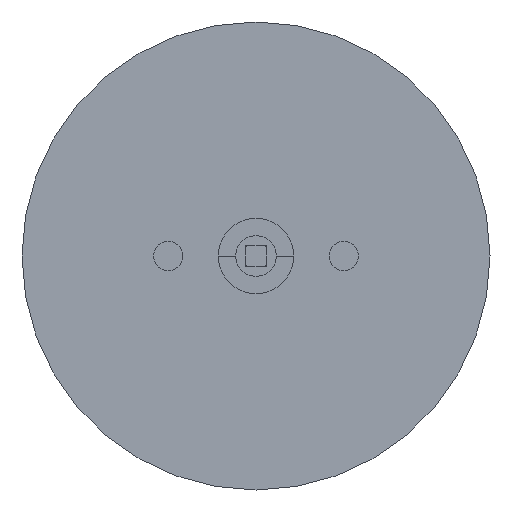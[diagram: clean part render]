
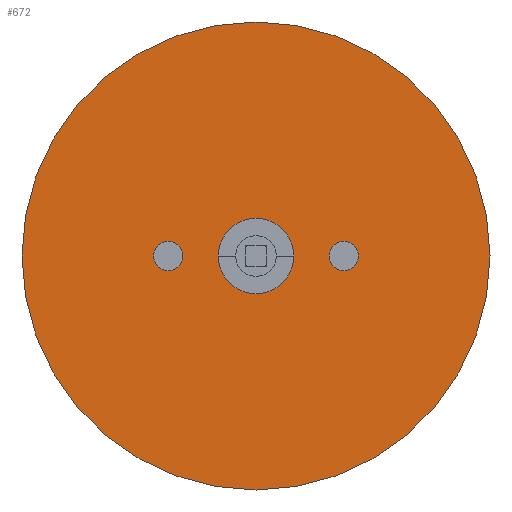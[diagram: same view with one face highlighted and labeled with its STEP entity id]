
A CAD part, front view. The second image highlights one B-rep face of the part: STEP entity #672.
In plain terms, the highlighted planar face has unit normal (0, -1, 0).
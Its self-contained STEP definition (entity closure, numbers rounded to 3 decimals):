
#552 = CARTESIAN_POINT ( 'NONE',  ( 1.968, 0., -3.556 ) ) ;
#672 = ADVANCED_FACE ( 'N', ( #20735, #20532, #3802, #4016 ), #40005, .F. ) ;
#859 = EDGE_LOOP ( 'NONE', ( #6209, #23522, #33926, #30146, #8176, #26614, #20949, #26606 ) ) ;
#1017 = CARTESIAN_POINT ( 'NONE',  ( 0., 0., 0. ) ) ;
#1103 = EDGE_CURVE ( 'NONE', #8167, #8365, #2590, .T. ) ;
#1248 = CARTESIAN_POINT ( 'NONE',  ( 28.575, 0., -4.763 ) ) ;
#1443 = VERTEX_POINT ( 'NONE', #552 ) ;
#1564 = VERTEX_POINT ( 'NONE', #7818 ) ;
#1812 = CIRCLE ( 'NONE', #27848, 4.763 ) ;
#2095 = ORIENTED_EDGE ( 'NONE', *, *, #21350, .T. ) ;
#2193 = CIRCLE ( 'NONE', #17911, 76.2 ) ;
#2216 = VERTEX_POINT ( 'NONE', #37917 ) ;
#2590 = CIRCLE ( 'NONE', #20405, 1.587 ) ;
#2692 = DIRECTION ( 'NONE',  ( 0., 0., -1. ) ) ;
#3315 = DIRECTION ( 'NONE',  ( 0., 0., -1. ) ) ;
#3377 = CARTESIAN_POINT ( 'NONE',  ( 0., 0., 3.556 ) ) ;
#3552 = DIRECTION ( 'NONE',  ( 0., 1., 0. ) ) ;
#3802 = FACE_BOUND ( 'NONE', #19703, .T. ) ;
#3819 = DIRECTION ( 'NONE',  ( 0., 1., 0. ) ) ;
#4016 = FACE_BOUND ( 'NONE', #15467, .T. ) ;
#5141 = DIRECTION ( 'NONE',  ( 0., 1., 0. ) ) ;
#6092 = EDGE_CURVE ( 'NONE', #8167, #1443, #15304, .T. ) ;
#6209 = ORIENTED_EDGE ( 'NONE', *, *, #30296, .F. ) ;
#7818 = CARTESIAN_POINT ( 'NONE',  ( 3.556, 0., 1.968 ) ) ;
#8167 = VERTEX_POINT ( 'NONE', #22269 ) ;
#8176 = ORIENTED_EDGE ( 'NONE', *, *, #23792, .T. ) ;
#8365 = VERTEX_POINT ( 'NONE', #25270 ) ;
#8430 = VECTOR ( 'NONE', #29492, 1000. ) ;
#8436 = CARTESIAN_POINT ( 'NONE',  ( -3.556, 0., 1.968 ) ) ;
#8555 = EDGE_CURVE ( 'NONE', #31151, #34691, #32742, .T. ) ;
#11071 = DIRECTION ( 'NONE',  ( 0., 1., 0. ) ) ;
#11774 = AXIS2_PLACEMENT_3D ( 'NONE', #13176, #16401, #29698 ) ;
#11795 = CARTESIAN_POINT ( 'NONE',  ( -28.575, 0., -4.762 ) ) ;
#12006 = DIRECTION ( 'NONE',  ( 0., 0., -1. ) ) ;
#12475 = CARTESIAN_POINT ( 'NONE',  ( -28.575, 0., 0. ) ) ;
#12484 = EDGE_CURVE ( 'NONE', #34691, #1564, #18409, .T. ) ;
#12626 = EDGE_CURVE ( 'NONE', #22311, #12848, #1812, .T. ) ;
#12838 = CARTESIAN_POINT ( 'NONE',  ( -1.968, 0., 3.556 ) ) ;
#12848 = VERTEX_POINT ( 'NONE', #11795 ) ;
#12982 = DIRECTION ( 'NONE',  ( 0., 1., 0. ) ) ;
#13004 = DIRECTION ( 'NONE',  ( 0., 0., -1. ) ) ;
#13176 = CARTESIAN_POINT ( 'NONE',  ( 28.575, 0., 0. ) ) ;
#13213 = VECTOR ( 'NONE', #29554, 1000. ) ;
#14031 = DIRECTION ( 'NONE',  ( 0., 0., -1. ) ) ;
#14459 = AXIS2_PLACEMENT_3D ( 'NONE', #38129, #5141, #12006 ) ;
#14465 = DIRECTION ( 'NONE',  ( 1., 0., 0. ) ) ;
#15152 = CIRCLE ( 'NONE', #14459, 4.763 ) ;
#15304 = LINE ( 'NONE', #37576, #22542 ) ;
#15467 = EDGE_LOOP ( 'NONE', ( #2095, #38566 ) ) ;
#15543 = CARTESIAN_POINT ( 'NONE',  ( -28.575, 0., 0. ) ) ;
#15829 = CARTESIAN_POINT ( 'NONE',  ( 0., 0., 0. ) ) ;
#16260 = DIRECTION ( 'NONE',  ( 0., 0., -1. ) ) ;
#16278 = ORIENTED_EDGE ( 'NONE', *, *, #12626, .T. ) ;
#16401 = DIRECTION ( 'NONE',  ( 0., 1., 0. ) ) ;
#16482 = CARTESIAN_POINT ( 'NONE',  ( 1.968, 0., 1.969 ) ) ;
#17489 = AXIS2_PLACEMENT_3D ( 'NONE', #36113, #39107, #38896 ) ;
#17723 = AXIS2_PLACEMENT_3D ( 'NONE', #1017, #11071, #26553 ) ;
#17911 = AXIS2_PLACEMENT_3D ( 'NONE', #32053, #21988, #2692 ) ;
#18371 = VERTEX_POINT ( 'NONE', #1248 ) ;
#18409 = CIRCLE ( 'NONE', #23924, 1.588 ) ;
#19300 = ORIENTED_EDGE ( 'NONE', *, *, #31308, .F. ) ;
#19703 = EDGE_LOOP ( 'NONE', ( #28873, #16278 ) ) ;
#20280 = DIRECTION ( 'NONE',  ( 0., 1., 0. ) ) ;
#20405 = AXIS2_PLACEMENT_3D ( 'NONE', #26513, #3552, #13004 ) ;
#20532 = FACE_BOUND ( 'NONE', #859, .T. ) ;
#20666 = EDGE_CURVE ( 'NONE', #2216, #18371, #15152, .T. ) ;
#20735 = FACE_OUTER_BOUND ( 'NONE', #20751, .T. ) ;
#20751 = EDGE_LOOP ( 'NONE', ( #30660, #19300 ) ) ;
#20795 = CARTESIAN_POINT ( 'NONE',  ( 3.556, 0., -1.968 ) ) ;
#20949 = ORIENTED_EDGE ( 'NONE', *, *, #6092, .F. ) ;
#21100 = EDGE_CURVE ( 'NONE', #28439, #25703, #2193, .T. ) ;
#21350 = EDGE_CURVE ( 'NONE', #18371, #2216, #22069, .T. ) ;
#21988 = DIRECTION ( 'NONE',  ( 0., 1., 0. ) ) ;
#22069 = CIRCLE ( 'NONE', #11774, 4.763 ) ;
#22269 = CARTESIAN_POINT ( 'NONE',  ( -1.968, 0., -3.556 ) ) ;
#22311 = VERTEX_POINT ( 'NONE', #27709 ) ;
#22542 = VECTOR ( 'NONE', #14465, 1000. ) ;
#23522 = ORIENTED_EDGE ( 'NONE', *, *, #36478, .T. ) ;
#23792 = EDGE_CURVE ( 'NONE', #1564, #35044, #25637, .T. ) ;
#23924 = AXIS2_PLACEMENT_3D ( 'NONE', #16482, #3819, #32968 ) ;
#24973 = CARTESIAN_POINT ( 'NONE',  ( 0., 0., -76.2 ) ) ;
#25134 = DIRECTION ( 'NONE',  ( 0., 1., 0. ) ) ;
#25270 = CARTESIAN_POINT ( 'NONE',  ( -3.556, 0., -1.968 ) ) ;
#25625 = CIRCLE ( 'NONE', #30399, 4.763 ) ;
#25637 = LINE ( 'NONE', #32888, #8430 ) ;
#25703 = VERTEX_POINT ( 'NONE', #35465 ) ;
#26513 = CARTESIAN_POINT ( 'NONE',  ( -1.968, 0., -1.968 ) ) ;
#26553 = DIRECTION ( 'NONE',  ( 0., 0., 1. ) ) ;
#26606 = ORIENTED_EDGE ( 'NONE', *, *, #1103, .T. ) ;
#26614 = ORIENTED_EDGE ( 'NONE', *, *, #35992, .T. ) ;
#27709 = CARTESIAN_POINT ( 'NONE',  ( -28.575, 0., 4.763 ) ) ;
#27848 = AXIS2_PLACEMENT_3D ( 'NONE', #15543, #12982, #3315 ) ;
#28439 = VERTEX_POINT ( 'NONE', #24973 ) ;
#28560 = DIRECTION ( 'NONE',  ( 0., 0., -1. ) ) ;
#28873 = ORIENTED_EDGE ( 'NONE', *, *, #29209, .T. ) ;
#29209 = EDGE_CURVE ( 'NONE', #12848, #22311, #25625, .T. ) ;
#29492 = DIRECTION ( 'NONE',  ( 0., 0., -1. ) ) ;
#29554 = DIRECTION ( 'NONE',  ( 1., 0., 0. ) ) ;
#29698 = DIRECTION ( 'NONE',  ( 0., 0., -1. ) ) ;
#30146 = ORIENTED_EDGE ( 'NONE', *, *, #12484, .T. ) ;
#30296 = EDGE_CURVE ( 'NONE', #30550, #8365, #39949, .T. ) ;
#30399 = AXIS2_PLACEMENT_3D ( 'NONE', #12475, #25134, #28560 ) ;
#30517 = CIRCLE ( 'NONE', #36666, 76.2 ) ;
#30550 = VERTEX_POINT ( 'NONE', #8436 ) ;
#30557 = DIRECTION ( 'NONE',  ( 0., 0., -1. ) ) ;
#30660 = ORIENTED_EDGE ( 'NONE', *, *, #21100, .F. ) ;
#31151 = VERTEX_POINT ( 'NONE', #12838 ) ;
#31308 = EDGE_CURVE ( 'NONE', #25703, #28439, #30517, .T. ) ;
#31866 = CIRCLE ( 'NONE', #17489, 1.587 ) ;
#32053 = CARTESIAN_POINT ( 'NONE',  ( 0., 0., 0. ) ) ;
#32742 = LINE ( 'NONE', #3377, #13213 ) ;
#32888 = CARTESIAN_POINT ( 'NONE',  ( 3.556, 0., 0. ) ) ;
#32968 = DIRECTION ( 'NONE',  ( 0., 0., -1. ) ) ;
#33205 = CIRCLE ( 'NONE', #37314, 1.587 ) ;
#33926 = ORIENTED_EDGE ( 'NONE', *, *, #8555, .T. ) ;
#33958 = CARTESIAN_POINT ( 'NONE',  ( -1.968, 0., 1.969 ) ) ;
#34691 = VERTEX_POINT ( 'NONE', #35280 ) ;
#35044 = VERTEX_POINT ( 'NONE', #20795 ) ;
#35280 = CARTESIAN_POINT ( 'NONE',  ( 1.968, 0., 3.556 ) ) ;
#35465 = CARTESIAN_POINT ( 'NONE',  ( 0., 0., 76.2 ) ) ;
#35992 = EDGE_CURVE ( 'NONE', #35044, #1443, #31866, .T. ) ;
#36096 = CARTESIAN_POINT ( 'NONE',  ( -3.556, 0., 0. ) ) ;
#36113 = CARTESIAN_POINT ( 'NONE',  ( 1.969, 0., -1.968 ) ) ;
#36478 = EDGE_CURVE ( 'NONE', #30550, #31151, #33205, .T. ) ;
#36666 = AXIS2_PLACEMENT_3D ( 'NONE', #15829, #38945, #16260 ) ;
#37264 = VECTOR ( 'NONE', #14031, 1000. ) ;
#37314 = AXIS2_PLACEMENT_3D ( 'NONE', #33958, #20280, #30557 ) ;
#37576 = CARTESIAN_POINT ( 'NONE',  ( 0., 0., -3.556 ) ) ;
#37917 = CARTESIAN_POINT ( 'NONE',  ( 28.575, 0., 4.762 ) ) ;
#38129 = CARTESIAN_POINT ( 'NONE',  ( 28.575, 0., 0. ) ) ;
#38566 = ORIENTED_EDGE ( 'NONE', *, *, #20666, .T. ) ;
#38896 = DIRECTION ( 'NONE',  ( 0., 0., -1. ) ) ;
#38945 = DIRECTION ( 'NONE',  ( 0., 1., 0. ) ) ;
#39107 = DIRECTION ( 'NONE',  ( 0., 1., 0. ) ) ;
#39949 = LINE ( 'NONE', #36096, #37264 ) ;
#40005 = PLANE ( 'NONE',  #17723 ) ;
